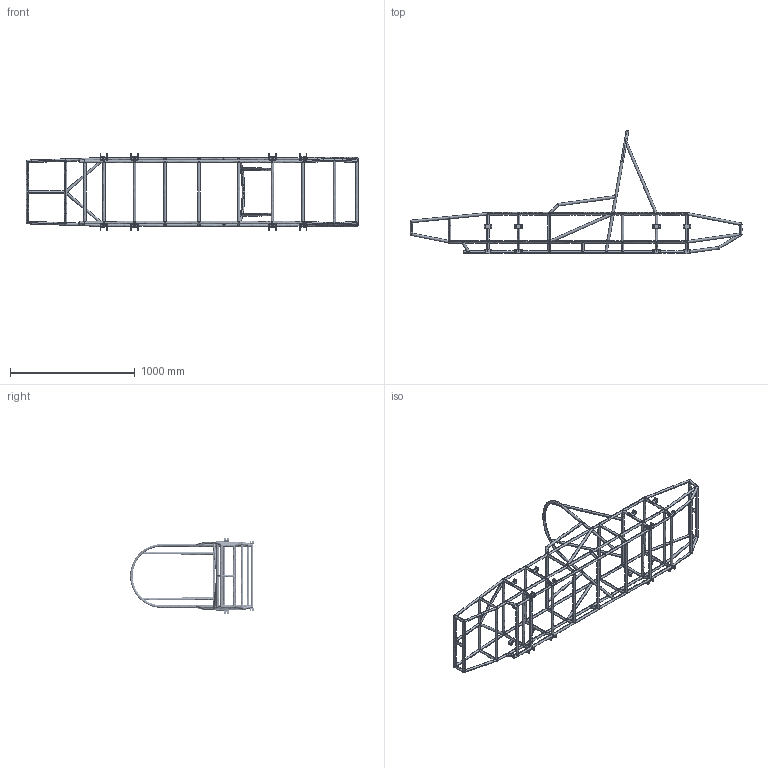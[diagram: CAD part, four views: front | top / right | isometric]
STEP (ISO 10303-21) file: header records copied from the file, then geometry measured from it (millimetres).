
FILE_DESCRIPTION(('FreeCAD Model'),'2;1');
FILE_NAME('Open CASCADE Shape Model','2025-05-04T04:49:13',('FreeCAD'),( 'FreeCAD'),'Open CASCADE STEP processor 7.6','FreeCAD','Unknown');
FILE_SCHEMA(('AUTOMOTIVE_DESIGN { 1 0 10303 214 1 1 1 1 }'));
Products named in the file (1): Open CASCADE STEP translator 7.6 1
Bounding box: 2662.32 x 992.49 x 614.29 mm (x, y, z)
Volume: 3099463.1 mm3; surface area: 4760280 mm2
Topology: 125 solids, 125 shells, 1342 faces, 3735 edges, 2485 vertices
Faces by surface type: bspline 1342
Entity records: 52258 total; most frequent: CARTESIAN_POINT 31789, ORIENTED_EDGE 7470, EDGE_CURVE 3735, VERTEX_POINT 2485, B_SPLINE_CURVE_WITH_KNOTS 1686, FACE_BOUND 1468, EDGE_LOOP 1468, ADVANCED_FACE 1342
